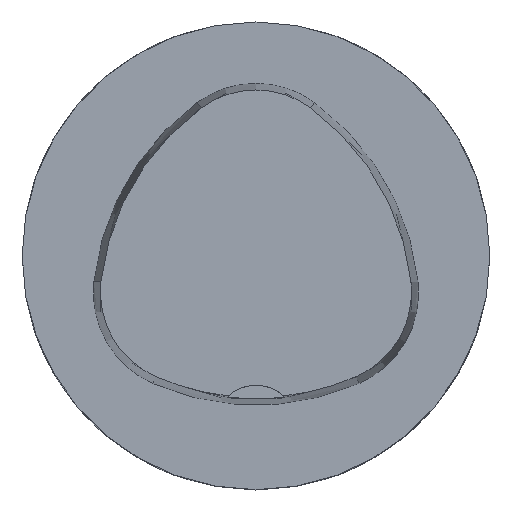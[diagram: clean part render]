
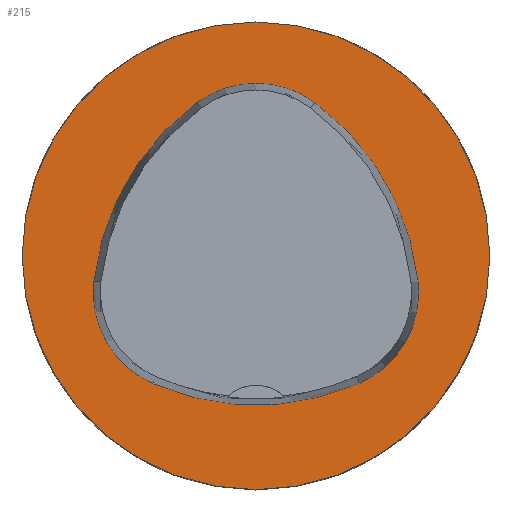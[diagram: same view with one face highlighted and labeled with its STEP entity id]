
A CAD part, top view. The second image highlights one B-rep face of the part: STEP entity #215.
In plain terms, the highlighted planar face has unit normal (0, 0, 1).
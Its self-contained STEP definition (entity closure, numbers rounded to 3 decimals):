
#147=PLANE('',#943);
#215=ADVANCED_FACE('',(#300,#301),#147,.T.);
#257=CIRCLE('',#914,40.);
#259=CIRCLE('',#921,44.);
#261=CIRCLE('',#924,17.);
#263=CIRCLE('',#927,44.);
#265=CIRCLE('',#930,17.);
#269=CIRCLE('',#935,44.);
#271=CIRCLE('',#938,17.);
#300=FACE_BOUND('',#357,.T.);
#301=FACE_BOUND('',#358,.T.);
#357=EDGE_LOOP('',(#474,#475,#476,#477,#478,#479));
#358=EDGE_LOOP('',(#480));
#474=ORIENTED_EDGE('',*,*,#653,.T.);
#475=ORIENTED_EDGE('',*,*,#633,.T.);
#476=ORIENTED_EDGE('',*,*,#637,.T.);
#477=ORIENTED_EDGE('',*,*,#640,.T.);
#478=ORIENTED_EDGE('',*,*,#643,.T.);
#479=ORIENTED_EDGE('',*,*,#651,.T.);
#480=ORIENTED_EDGE('',*,*,#623,.F.);
#566=VERTEX_POINT('',#1302);
#576=VERTEX_POINT('',#1323);
#577=VERTEX_POINT('',#1324);
#580=VERTEX_POINT('',#1332);
#582=VERTEX_POINT('',#1338);
#584=VERTEX_POINT('',#1344);
#591=VERTEX_POINT('',#1365);
#623=EDGE_CURVE('',#566,#566,#257,.T.);
#633=EDGE_CURVE('',#576,#577,#259,.T.);
#637=EDGE_CURVE('',#577,#580,#261,.T.);
#640=EDGE_CURVE('',#580,#582,#263,.T.);
#643=EDGE_CURVE('',#582,#584,#265,.T.);
#651=EDGE_CURVE('',#584,#591,#269,.T.);
#653=EDGE_CURVE('',#591,#576,#271,.T.);
#914=AXIS2_PLACEMENT_3D('',#1301,#1050,#1051);
#921=AXIS2_PLACEMENT_3D('',#1322,#1068,#1069);
#924=AXIS2_PLACEMENT_3D('',#1331,#1076,#1077);
#927=AXIS2_PLACEMENT_3D('',#1337,#1083,#1084);
#930=AXIS2_PLACEMENT_3D('',#1343,#1090,#1091);
#935=AXIS2_PLACEMENT_3D('',#1366,#1102,#1103);
#938=AXIS2_PLACEMENT_3D('',#1369,#1108,#1109);
#943=AXIS2_PLACEMENT_3D('',#1374,#1118,#1119);
#1050=DIRECTION('',(0.,0.,-1.));
#1051=DIRECTION('',(-1.,0.,0.));
#1068=DIRECTION('',(0.,0.,-1.));
#1069=DIRECTION('',(-1.,0.,0.));
#1076=DIRECTION('',(0.,0.,-1.));
#1077=DIRECTION('',(-1.,0.,0.));
#1083=DIRECTION('',(0.,0.,-1.));
#1084=DIRECTION('',(-1.,0.,0.));
#1090=DIRECTION('',(0.,0.,-1.));
#1091=DIRECTION('',(-1.,0.,0.));
#1102=DIRECTION('',(0.,0.,-1.));
#1103=DIRECTION('',(-1.,0.,0.));
#1108=DIRECTION('',(0.,0.,-1.));
#1109=DIRECTION('',(-1.,0.,0.));
#1118=DIRECTION('',(0.,0.,1.));
#1119=DIRECTION('',(1.,0.,0.));
#1301=CARTESIAN_POINT('',(0.,0.,0.));
#1302=CARTESIAN_POINT('',(-40.,0.,0.));
#1322=CARTESIAN_POINT('',(16.01,-9.224,0.));
#1323=CARTESIAN_POINT('',(-27.722,-4.378,0.));
#1324=CARTESIAN_POINT('',(-10.119,26.178,0.));
#1331=CARTESIAN_POINT('',(-0.023,12.5,0.));
#1332=CARTESIAN_POINT('',(10.049,26.194,0.));
#1337=CARTESIAN_POINT('',(-16.021,-9.25,0.));
#1338=CARTESIAN_POINT('',(27.71,-4.394,0.));
#1343=CARTESIAN_POINT('',(10.814,-6.27,0.));
#1344=CARTESIAN_POINT('',(17.611,-21.852,0.));
#1365=CARTESIAN_POINT('',(-17.652,-21.819,0.));
#1366=CARTESIAN_POINT('',(0.017,18.477,0.));
#1369=CARTESIAN_POINT('',(-10.825,-6.25,0.));
#1374=CARTESIAN_POINT('',(0.,0.,0.));
